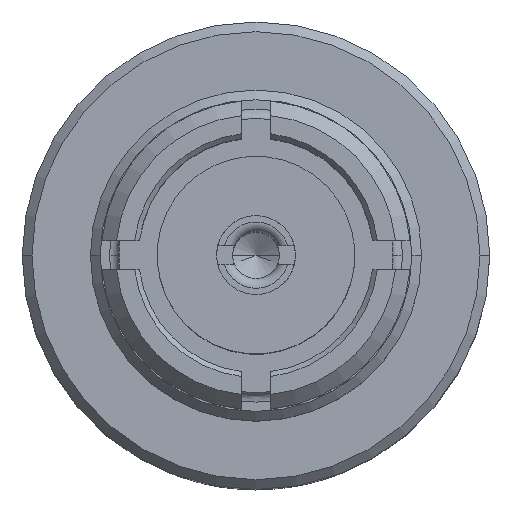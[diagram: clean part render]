
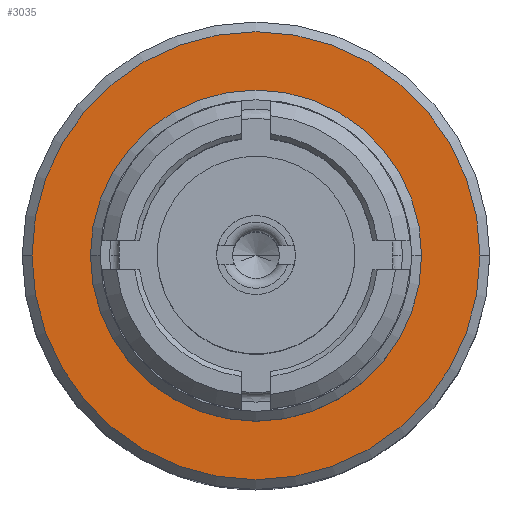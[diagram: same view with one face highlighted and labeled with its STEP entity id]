
A CAD part, top view. The second image highlights one B-rep face of the part: STEP entity #3035.
In plain terms, the highlighted planar face has unit normal (0, 0, 1).
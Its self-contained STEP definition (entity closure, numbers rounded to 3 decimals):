
#162 = DIRECTION ( 'NONE',  ( 0., 0., 1. ) ) ;
#195 = CARTESIAN_POINT ( 'NONE',  ( 0., 0., -3.7 ) ) ;
#288 = CARTESIAN_POINT ( 'NONE',  ( 0., 1.7, -3.7 ) ) ;
#453 = VERTEX_POINT ( 'NONE', #1498 ) ;
#478 = DIRECTION ( 'NONE',  ( -1., 0., 0. ) ) ;
#494 = DIRECTION ( 'NONE',  ( 0., 0., 1. ) ) ;
#530 = VERTEX_POINT ( 'NONE', #3386 ) ;
#564 = DIRECTION ( 'NONE',  ( -1., 0., 0. ) ) ;
#757 = CARTESIAN_POINT ( 'NONE',  ( 0., 0., -3.7 ) ) ;
#827 = ORIENTED_EDGE ( 'NONE', *, *, #1458, .F. ) ;
#873 = CARTESIAN_POINT ( 'NONE',  ( 1.7, 0., -3.7 ) ) ;
#936 = AXIS2_PLACEMENT_3D ( 'NONE', #1836, #162, #2113 ) ;
#1040 = DIRECTION ( 'NONE',  ( 1., 0., 0. ) ) ;
#1092 = EDGE_CURVE ( 'NONE', #530, #1914, #1258, .T. ) ;
#1123 = PLANE ( 'NONE',  #2348 ) ;
#1258 = CIRCLE ( 'NONE', #936, 2.3 ) ;
#1458 = EDGE_CURVE ( 'NONE', #3537, #453, #1706, .T. ) ;
#1498 = CARTESIAN_POINT ( 'NONE',  ( -1.7, 0., -3.7 ) ) ;
#1501 = CARTESIAN_POINT ( 'NONE',  ( -2.3, 0., -3.7 ) ) ;
#1706 = CIRCLE ( 'NONE', #2378, 1.7 ) ;
#1836 = CARTESIAN_POINT ( 'NONE',  ( 0., 0., -3.7 ) ) ;
#1914 = VERTEX_POINT ( 'NONE', #1501 ) ;
#1979 = AXIS2_PLACEMENT_3D ( 'NONE', #757, #2706, #1040 ) ;
#2009 = EDGE_LOOP ( 'NONE', ( #3589, #2958 ) ) ;
#2090 = CIRCLE ( 'NONE', #2849, 2.3 ) ;
#2113 = DIRECTION ( 'NONE',  ( -1., 0., 0. ) ) ;
#2133 = DIRECTION ( 'NONE',  ( 0., 0., 1. ) ) ;
#2151 = CARTESIAN_POINT ( 'NONE',  ( 0., 0., -3.7 ) ) ;
#2217 = EDGE_LOOP ( 'NONE', ( #827, #2627 ) ) ;
#2226 = DIRECTION ( 'NONE',  ( 0., 0., -1. ) ) ;
#2348 = AXIS2_PLACEMENT_3D ( 'NONE', #288, #2226, #564 ) ;
#2378 = AXIS2_PLACEMENT_3D ( 'NONE', #2151, #494, #2444 ) ;
#2405 = EDGE_CURVE ( 'NONE', #453, #3537, #2883, .T. ) ;
#2444 = DIRECTION ( 'NONE',  ( 1., 0., 0. ) ) ;
#2627 = ORIENTED_EDGE ( 'NONE', *, *, #2405, .F. ) ;
#2706 = DIRECTION ( 'NONE',  ( 0., 0., 1. ) ) ;
#2812 = FACE_BOUND ( 'NONE', #2217, .T. ) ;
#2823 = EDGE_CURVE ( 'NONE', #1914, #530, #2090, .T. ) ;
#2849 = AXIS2_PLACEMENT_3D ( 'NONE', #195, #2133, #478 ) ;
#2883 = CIRCLE ( 'NONE', #1979, 1.7 ) ;
#2958 = ORIENTED_EDGE ( 'NONE', *, *, #1092, .T. ) ;
#3035 = ADVANCED_FACE ( 'NONE', ( #3569, #2812 ), #1123, .F. ) ;
#3386 = CARTESIAN_POINT ( 'NONE',  ( 2.3, 0., -3.7 ) ) ;
#3537 = VERTEX_POINT ( 'NONE', #873 ) ;
#3569 = FACE_OUTER_BOUND ( 'NONE', #2009, .T. ) ;
#3589 = ORIENTED_EDGE ( 'NONE', *, *, #2823, .T. ) ;
